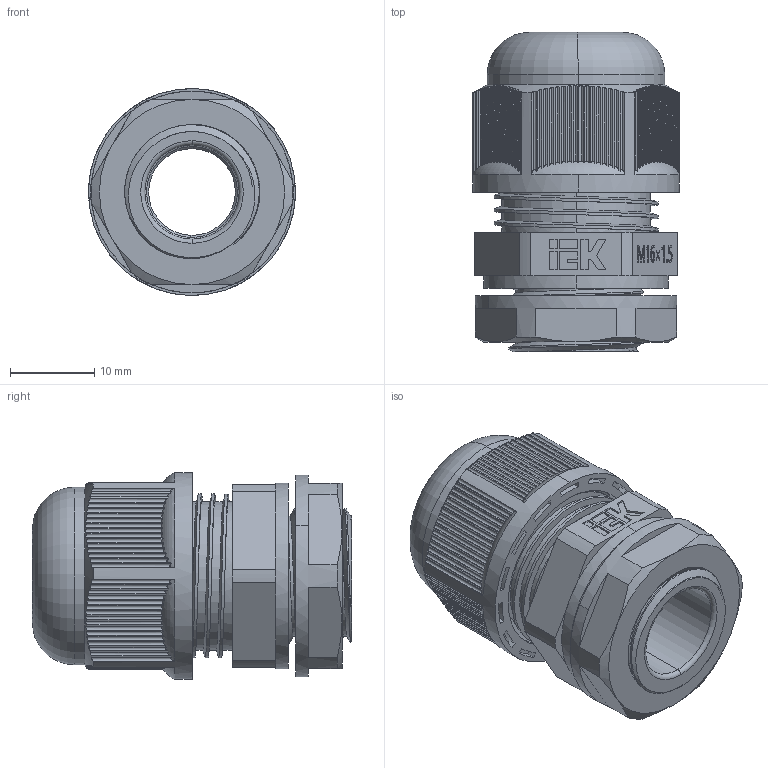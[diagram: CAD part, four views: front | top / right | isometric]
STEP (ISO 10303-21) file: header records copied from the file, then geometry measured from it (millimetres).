
FILE_DESCRIPTION (( 'STEP AP214' ), '1' );
FILE_NAME ('YSA20-08-16-68-K02 Ñàëüíèê MG 16.STEP', '2023-10-04T09:22:04', ( '' ), ( '' ), 'SwSTEP 2.0', 'SolidWorks 2022', '' );
FILE_SCHEMA (( 'AUTOMOTIVE_DESIGN' ));
Length unit declared in the file: millimetre
Products named in the file (1): YSA20-08-16-68-K02 Сальник MG 16
Bounding box: 24.6 x 37.92 x 24.59 mm (x, y, z)
Volume: 9107.3 mm3; surface area: 10745.7 mm2
Topology: 1 solids, 1 shells, 840 faces, 2404 edges, 1592 vertices
Faces by surface type: plane 425, cylinder 298, bspline 87, cone 19, torus 11
Entity records: 41978 total; most frequent: CARTESIAN_POINT 21700, ORIENTED_EDGE 4808, DIRECTION 3415, EDGE_CURVE 2404, VERTEX_POINT 1592, VECTOR 1161, LINE 1161, AXIS2_PLACEMENT_3D 1127
